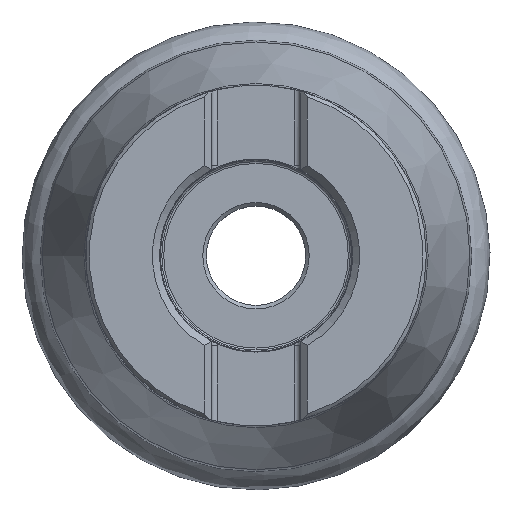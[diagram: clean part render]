
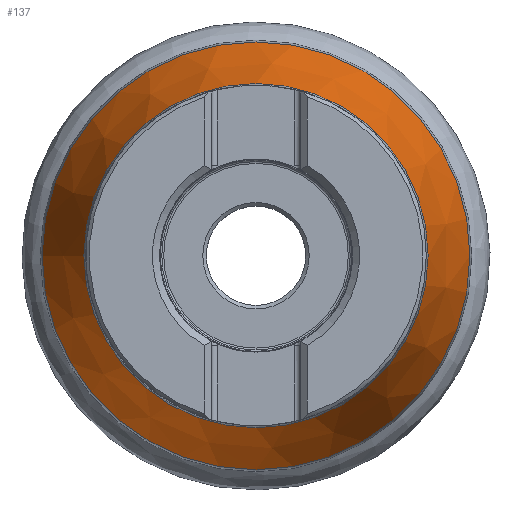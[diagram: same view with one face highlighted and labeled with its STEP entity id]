
A CAD part, top view. The second image highlights one B-rep face of the part: STEP entity #137.
In plain terms, the highlighted conical face has half-angle 18.5 degrees and reference radius 30.4 mm.
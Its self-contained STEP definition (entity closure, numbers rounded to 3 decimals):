
#71=CONICAL_SURFACE('',#955,30.4,18.5);
#137=ADVANCED_FACE('',(#321,#322),#71,.T.);
#321=FACE_BOUND('',#374,.T.);
#322=FACE_BOUND('',#375,.T.);
#374=EDGE_LOOP('',(#483));
#375=EDGE_LOOP('',(#484));
#483=ORIENTED_EDGE('',*,*,#796,.T.);
#484=ORIENTED_EDGE('',*,*,#797,.T.);
#708=VERTEX_POINT('',#1458);
#709=VERTEX_POINT('',#1460);
#796=EDGE_CURVE('',#708,#708,#893,.T.);
#797=EDGE_CURVE('',#709,#709,#894,.T.);
#893=CIRCLE('',#953,30.142);
#894=CIRCLE('',#954,24.258);
#953=AXIS2_PLACEMENT_3D('',#1457,#1108,#1109);
#954=AXIS2_PLACEMENT_3D('',#1459,#1110,#1111);
#955=AXIS2_PLACEMENT_3D('',#1461,#1112,#1113);
#1108=DIRECTION('',(0.,0.,1.));
#1109=DIRECTION('',(1.,0.,0.));
#1110=DIRECTION('',(0.,0.,-1.));
#1111=DIRECTION('',(-1.,0.,0.));
#1112=DIRECTION('',(0.,0.,-1.));
#1113=DIRECTION('',(-1.,0.,0.));
#1457=CARTESIAN_POINT('',(0.,0.,-33.355));
#1458=CARTESIAN_POINT('',(30.142,0.,-33.355));
#1459=CARTESIAN_POINT('',(0.,0.,-15.772));
#1460=CARTESIAN_POINT('',(-24.258,0.,-15.772));
#1461=CARTESIAN_POINT('',(0.,0.,-34.128));
